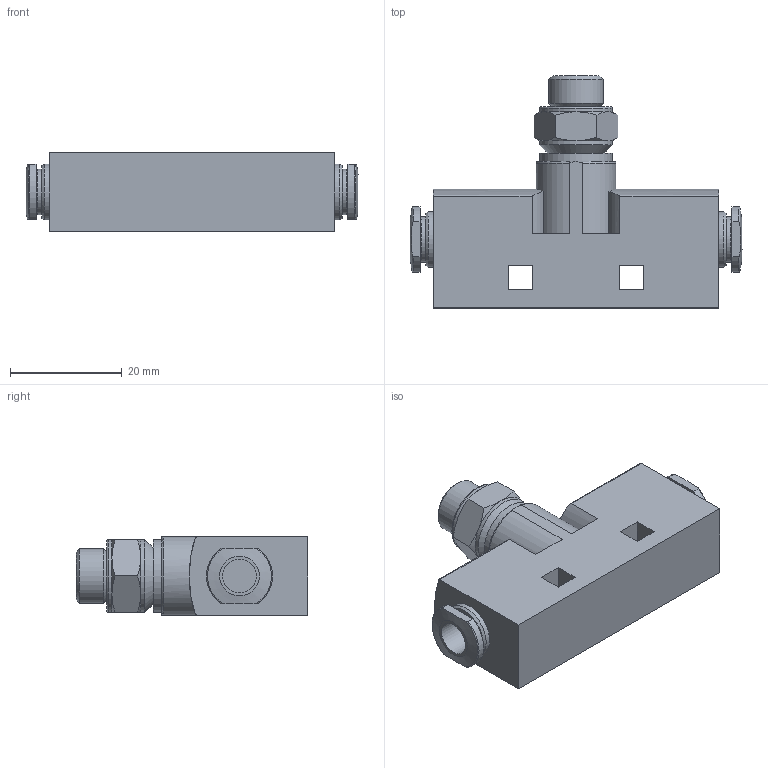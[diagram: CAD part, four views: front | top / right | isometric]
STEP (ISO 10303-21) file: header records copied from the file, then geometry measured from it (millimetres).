
FILE_DESCRIPTION(/* description */ ('STEP AP214'),/* implementation_level */ '2;1');
FILE_NAME(/* name */ '193600_VN-07-L-T3-PQ2-VA4-RQ2',/* time_stamp */ '2024-09-17T00:17:17+02:00',/* author */ ('License CC BY-ND 4.0'),/* organization */ ('CADENAS'),/* preprocessor_version */ 'ST-DEVELOPER v19.3',/* originating_system */ 'PARTsolutions',/* authorisation */ ' ');
FILE_SCHEMA (('AUTOMOTIVE_DESIGN {1 0 10303 214 3 1 1}'));
Length unit declared in the file: millimetre
Products named in the file (1): 193600 VN-07-L-T3-PQ2-VA4-RQ2
Bounding box: 59.4 x 41.5 x 14 mm (x, y, z)
Volume: 16851.5 mm3; surface area: 6328.2 mm2
Topology: 1 solids, 1 shells, 94 faces, 219 edges, 139 vertices
Faces by surface type: plane 40, cylinder 27, cone 19, torus 8
Full cylindrical faces by diameter (mm): 4 x1, 6 x2, 8.1 x2, 9.728 x1, 10 x2, 13 x3
Entity records: 3287 total; most frequent: CARTESIAN_POINT 595, DIRECTION 406, ORIENTED_EDGE 386, EDGE_CURVE 193, AXIS2_PLACEMENT_3D 166, VERTEX_POINT 135, EDGE_LOOP 132, FACE_BOUND 132
